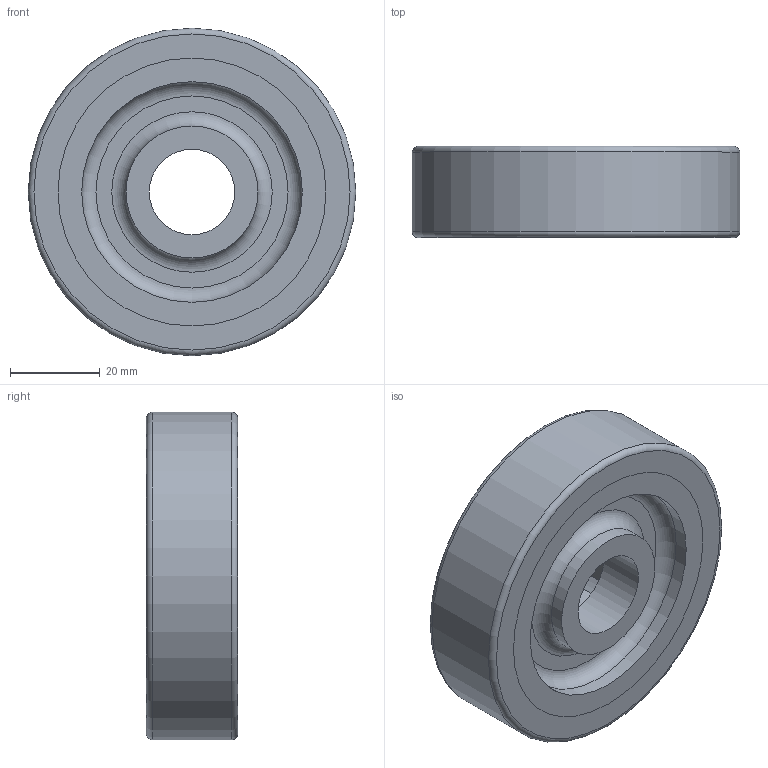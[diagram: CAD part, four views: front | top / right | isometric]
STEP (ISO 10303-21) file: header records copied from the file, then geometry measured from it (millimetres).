
FILE_DESCRIPTION(/* description */ (''),/* implementation_level */ '2;1');
FILE_NAME(/* name */ 'T81P-295BA.ipt.step',/* time_stamp */ '2017-01-04T15:02:43-08:00',/* author */ ('Autodesk Inc.'),/* organization */ ('Autodesk Inc.'),/* preprocessor_version */ 'ST-DEVELOPER v16.5',/* originating_system */ 'Autodesk Inventor 2017',/* authorisation */ '');
FILE_SCHEMA (('AUTOMOTIVE_DESIGN { 1 0 10303 214 3 1 1 }'));
Length unit declared in the file: inch
Products named in the file (1): T81P-295BA
Bounding box: 73.03 x 20.32 x 73.03 mm (x, y, z)
Volume: 64086.3 mm3; surface area: 23626.7 mm2
Topology: 2 solids, 2 shells, 34 faces, 69 edges, 43 vertices
Faces by surface type: plane 16, cylinder 12, torus 6
Full cylindrical faces by diameter (mm): 19.05 x1, 29.406 x2, 49.171 x2, 59.745 x2, 73.025 x1
Entity records: 859 total; most frequent: DIRECTION 156, CARTESIAN_POINT 129, ORIENTED_EDGE 106, AXIS2_PLACEMENT_3D 68, EDGE_LOOP 56, EDGE_CURVE 53, VERTEX_POINT 41, FACE_OUTER_BOUND 34
